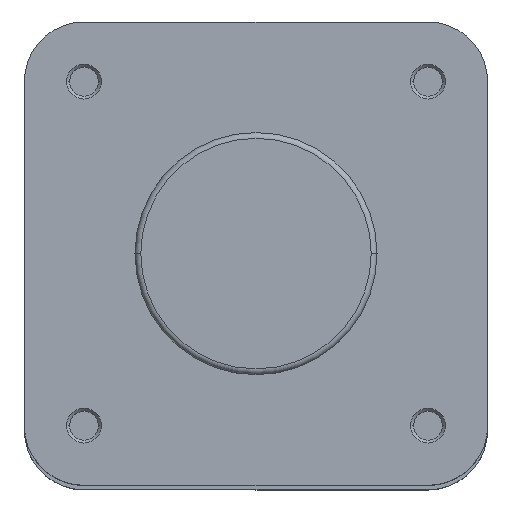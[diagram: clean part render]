
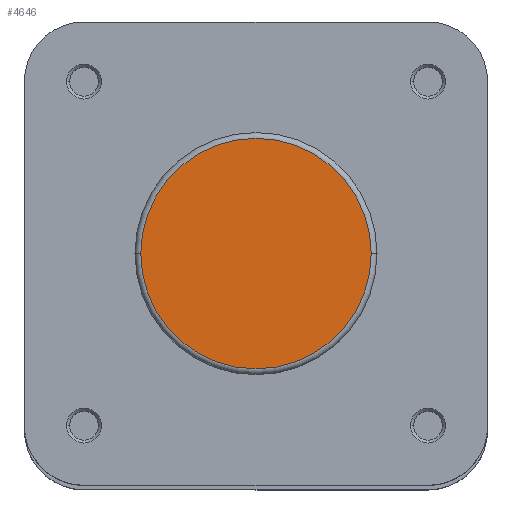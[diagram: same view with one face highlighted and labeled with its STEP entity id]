
A CAD part, top view. The second image highlights one B-rep face of the part: STEP entity #4646.
In plain terms, the highlighted planar face has unit normal (0, 0, 1).
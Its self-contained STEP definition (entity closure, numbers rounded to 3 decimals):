
#303 = CIRCLE ( 'NONE', #6355, 19.9 ) ;
#380 = CIRCLE ( 'NONE', #4779, 19.9 ) ;
#767 = FACE_OUTER_BOUND ( 'NONE', #2923, .T. ) ;
#1381 = VERTEX_POINT ( 'NONE', #1715 ) ;
#1382 = VERTEX_POINT ( 'NONE', #1716 ) ;
#1715 = CARTESIAN_POINT ( 'NONE',  ( -19.9, 0., 0. ) ) ;
#1716 = CARTESIAN_POINT ( 'NONE',  ( 19.9, 0., 0. ) ) ;
#2560 = CARTESIAN_POINT ( 'NONE',  ( 0., 0., 0. ) ) ;
#2561 = DIRECTION ( 'NONE',  ( 0., 0., 1. ) ) ;
#2562 = DIRECTION ( 'NONE',  ( -1., 0., 0. ) ) ;
#2683 = CARTESIAN_POINT ( 'NONE',  ( 0., 0., 0. ) ) ;
#2690 = DIRECTION ( 'NONE',  ( 0., 0., 1. ) ) ;
#2691 = DIRECTION ( 'NONE',  ( -1., 0., 0. ) ) ;
#2923 = EDGE_LOOP ( 'NONE', ( #3068, #3067 ) ) ;
#3067 = ORIENTED_EDGE ( 'NONE', *, *, #4316, .T. ) ;
#3068 = ORIENTED_EDGE ( 'NONE', *, *, #4368, .T. ) ;
#4316 = EDGE_CURVE ( 'NONE', #1382, #1381, #303, .T. ) ;
#4368 = EDGE_CURVE ( 'NONE', #1381, #1382, #380, .T. ) ;
#4646 = ADVANCED_FACE ( 'NONE', ( #767 ), #5648, .F. ) ;
#4779 = AXIS2_PLACEMENT_3D ( 'NONE', #2683, #2690, #2691 ) ;
#4970 = AXIS2_PLACEMENT_3D ( 'NONE', #5651, #5657, #5658 ) ;
#5648 = PLANE ( 'NONE',  #4970 ) ;
#5651 = CARTESIAN_POINT ( 'NONE',  ( 0., 20.9, 0. ) ) ;
#5657 = DIRECTION ( 'NONE',  ( 0., 0., -1. ) ) ;
#5658 = DIRECTION ( 'NONE',  ( -1., 0., 0. ) ) ;
#6355 = AXIS2_PLACEMENT_3D ( 'NONE', #2560, #2561, #2562 ) ;
